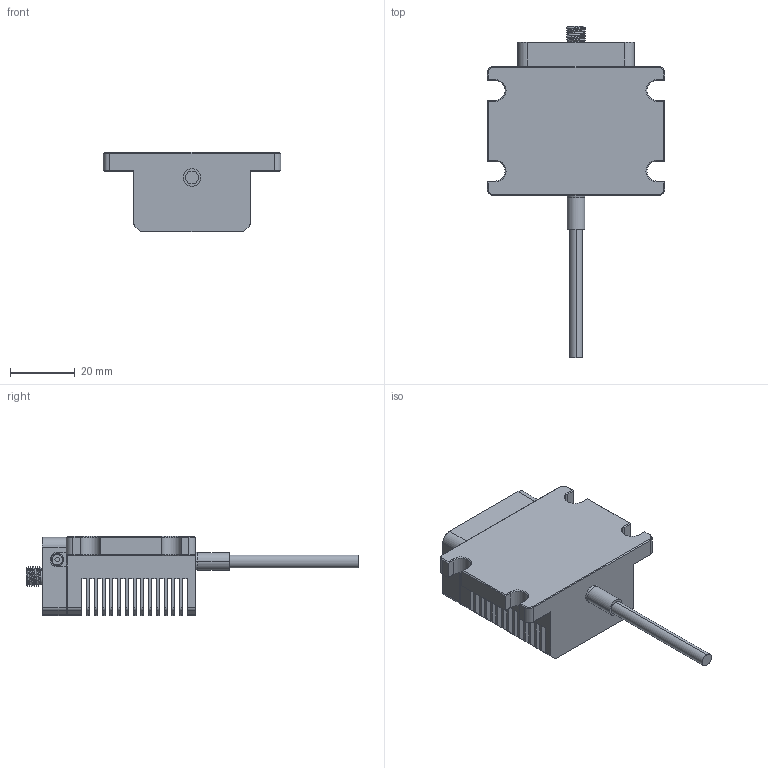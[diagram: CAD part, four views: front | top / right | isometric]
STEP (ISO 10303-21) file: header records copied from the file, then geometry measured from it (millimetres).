
FILE_DESCRIPTION((''),'2;1');
FILE_NAME('LED-OF01_ASM','2023-05-15T15:19:54',('R&D'),(''),'CREO PARAMETRIC BY PTC INC, 2021063','CREO PARAMETRIC BY PTC INC, 2021063','');
FILE_SCHEMA(('CONFIG_CONTROL_DESIGN'));
Length unit declared in the file: millimetre
Products named in the file (7): LED-OF01-A; LED-OF01-C; LED-OF01-A2; LED-OF01-D; LED-OF01-C2; ISO4017-M1_6X4-5_6; LED-OF01_ASM
Assembly tree (13 placements, depth 2):
  LED-OF01_ASM
    LED-OF01-A
    LED-OF01-C
    LED-OF01-A2
    LED-OF01-D
    LED-OF01-C2
    ISO4017-M1_6X4-5_6  x8
Bounding box: 55 x 102.83 x 24.5 mm (x, y, z)
Volume: 34032.2 mm3; surface area: 29016 mm2
Topology: 13 solids, 30 shells, 653 faces, 1651 edges, 1057 vertices
Faces by surface type: plane 345, cylinder 224, cone 64, torus 16, bspline 4
Entity records: 19234 total; most frequent: CARTESIAN_POINT 6032, DIRECTION 2822, ORIENTED_EDGE 2642, EDGE_CURVE 1339, AXIS2_PLACEMENT_3D 960, VECTOR 902, LINE 902, VERTEX_POINT 861
